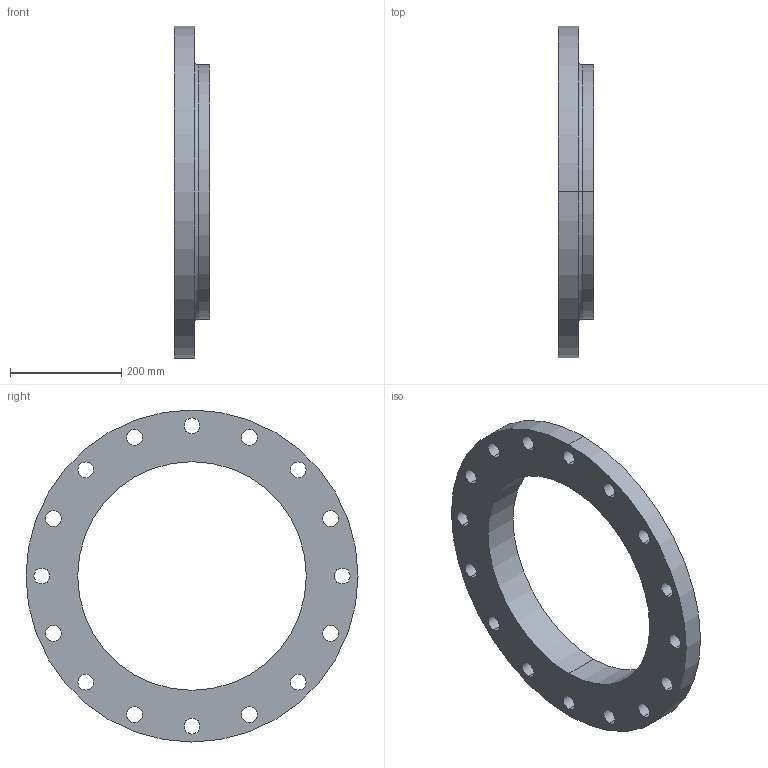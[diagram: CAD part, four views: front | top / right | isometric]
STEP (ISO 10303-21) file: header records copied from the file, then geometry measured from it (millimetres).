
FILE_DESCRIPTION (( 'STEP AP203' ), '1' );
FILE_NAME ('16_125SO_B161_FF_SOF.STEP', '2024-01-12T04:33:35', ( '' ), ( '' ), 'SwSTEP 2.0', 'SolidWorks 2023', '' );
FILE_SCHEMA (( 'CONFIG_CONTROL_DESIGN' ));
Length unit declared in the file: inch
Products named in the file (1): 16_125SO_B161_FF_SOF
Bounding box: 63.5 x 596.9 x 596.9 mm (x, y, z)
Volume: 5854522.9 mm3; surface area: 511389.2 mm2
Topology: 1 solids, 1 shells, 43 faces, 118 edges, 78 vertices
Faces by surface type: cylinder 38, plane 3, torus 2
Entity records: 1563 total; most frequent: DIRECTION 286, CARTESIAN_POINT 240, ORIENTED_EDGE 236, AXIS2_PLACEMENT_3D 124, EDGE_CURVE 118, CIRCLE 80, VERTEX_POINT 78, EDGE_LOOP 78
